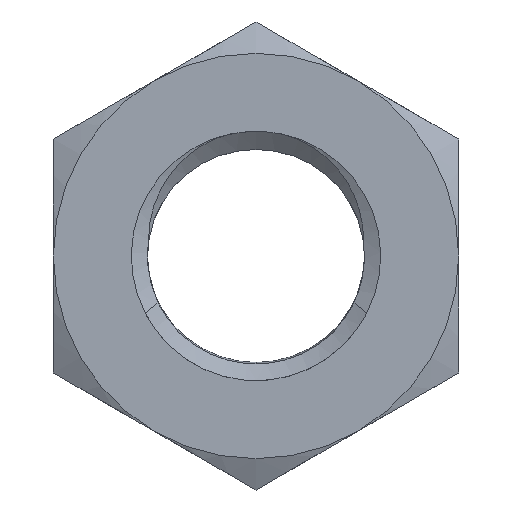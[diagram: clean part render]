
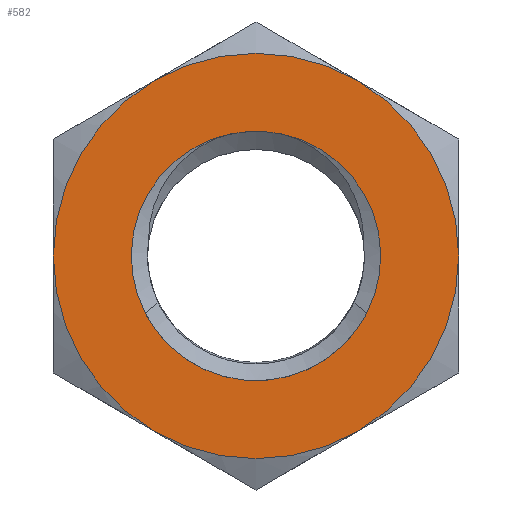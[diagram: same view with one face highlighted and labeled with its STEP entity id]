
A CAD part, front view. The second image highlights one B-rep face of the part: STEP entity #582.
In plain terms, the highlighted planar face has unit normal (0, -1, 0).
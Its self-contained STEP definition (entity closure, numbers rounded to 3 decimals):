
#26=PLANE($,#648);
#71=FACE_BOUND($,#151,.T.);
#99=FACE_OUTER_BOUND($,#150,.T.);
#150=EDGE_LOOP($,(#439,#440,#441,#442,#443,#444));
#151=EDGE_LOOP($,(#445,#446,#447,#448));
#199=CIRCLE($,#611,6.5);
#205=CIRCLE($,#626,4.);
#206=CIRCLE($,#628,4.);
#211=CIRCLE($,#639,4.);
#219=CIRCLE($,#649,6.5);
#220=CIRCLE($,#650,6.5);
#221=CIRCLE($,#651,6.5);
#222=CIRCLE($,#652,6.5);
#223=CIRCLE($,#653,6.5);
#224=CIRCLE($,#654,4.);
#229=VERTEX_POINT($,#839);
#230=VERTEX_POINT($,#840);
#248=VERTEX_POINT($,#1055);
#249=VERTEX_POINT($,#1064);
#250=VERTEX_POINT($,#1075);
#252=VERTEX_POINT($,#1095);
#267=VERTEX_POINT($,#1246);
#268=VERTEX_POINT($,#1248);
#269=VERTEX_POINT($,#1250);
#270=VERTEX_POINT($,#1252);
#285=EDGE_CURVE($,#229,#230,#199,.T.);
#305=EDGE_CURVE($,#249,#248,#205,.T.);
#307=EDGE_CURVE($,#250,#252,#206,.T.);
#322=EDGE_CURVE($,#248,#250,#211,.T.);
#332=EDGE_CURVE($,#230,#267,#219,.T.);
#333=EDGE_CURVE($,#267,#268,#220,.T.);
#334=EDGE_CURVE($,#268,#269,#221,.T.);
#335=EDGE_CURVE($,#269,#270,#222,.T.);
#336=EDGE_CURVE($,#270,#229,#223,.T.);
#337=EDGE_CURVE($,#252,#249,#224,.T.);
#439=ORIENTED_EDGE($,*,*,#285,.T.);
#440=ORIENTED_EDGE($,*,*,#332,.T.);
#441=ORIENTED_EDGE($,*,*,#333,.T.);
#442=ORIENTED_EDGE($,*,*,#334,.T.);
#443=ORIENTED_EDGE($,*,*,#335,.T.);
#444=ORIENTED_EDGE($,*,*,#336,.T.);
#445=ORIENTED_EDGE($,*,*,#322,.F.);
#446=ORIENTED_EDGE($,*,*,#305,.F.);
#447=ORIENTED_EDGE($,*,*,#337,.F.);
#448=ORIENTED_EDGE($,*,*,#307,.F.);
#582=ADVANCED_FACE($,(#99,#71),#26,.F.);
#611=AXIS2_PLACEMENT_3D($,#841,#686,#687);
#626=AXIS2_PLACEMENT_3D($,#1073,#716,#717);
#628=AXIS2_PLACEMENT_3D($,#1096,#720,#721);
#639=AXIS2_PLACEMENT_3D($,#1208,#742,#743);
#648=AXIS2_PLACEMENT_3D($,#1245,#760,#761);
#649=AXIS2_PLACEMENT_3D($,#1247,#762,#763);
#650=AXIS2_PLACEMENT_3D($,#1249,#764,#765);
#651=AXIS2_PLACEMENT_3D($,#1251,#766,#767);
#652=AXIS2_PLACEMENT_3D($,#1253,#768,#769);
#653=AXIS2_PLACEMENT_3D($,#1254,#770,#771);
#654=AXIS2_PLACEMENT_3D($,#1255,#772,#773);
#686=DIRECTION('center_axis',(0.,-1.,0.));
#687=DIRECTION('ref_axis',(0.,0.,-1.));
#716=DIRECTION('center_axis',(0.,-1.,0.));
#717=DIRECTION('ref_axis',(0.,0.,-1.));
#720=DIRECTION('center_axis',(0.,-1.,0.));
#721=DIRECTION('ref_axis',(0.,0.,-1.));
#742=DIRECTION('center_axis',(0.,-1.,0.));
#743=DIRECTION('ref_axis',(0.,0.,-1.));
#760=DIRECTION('center_axis',(0.,1.,0.));
#761=DIRECTION('ref_axis',(0.,0.,1.));
#762=DIRECTION('center_axis',(0.,-1.,0.));
#763=DIRECTION('ref_axis',(0.,0.,-1.));
#764=DIRECTION('center_axis',(0.,-1.,0.));
#765=DIRECTION('ref_axis',(0.,0.,-1.));
#766=DIRECTION('center_axis',(0.,-1.,0.));
#767=DIRECTION('ref_axis',(0.,0.,-1.));
#768=DIRECTION('center_axis',(0.,-1.,0.));
#769=DIRECTION('ref_axis',(0.,0.,-1.));
#770=DIRECTION('center_axis',(0.,-1.,0.));
#771=DIRECTION('ref_axis',(0.,0.,-1.));
#772=DIRECTION('center_axis',(0.,-1.,0.));
#773=DIRECTION('ref_axis',(0.,0.,-1.));
#839=CARTESIAN_POINT('',(3.25,-2.,5.629));
#840=CARTESIAN_POINT('',(-3.25,-2.,5.629));
#841=CARTESIAN_POINT('Origin',(0.,-2.,0.));
#1055=CARTESIAN_POINT('',(3.559,-2.,-1.825));
#1064=CARTESIAN_POINT('',(-3.559,-2.,-1.825));
#1073=CARTESIAN_POINT('Origin',(0.,-2.,0.));
#1075=CARTESIAN_POINT('',(0.816,-2.,3.916));
#1095=CARTESIAN_POINT('',(-0.816,-2.,3.916));
#1096=CARTESIAN_POINT('Origin',(0.,-2.,0.));
#1208=CARTESIAN_POINT('Origin',(0.,-2.,0.));
#1245=CARTESIAN_POINT('Origin',(0.,-2.,-7.506));
#1246=CARTESIAN_POINT('',(-6.5,-2.,0.));
#1247=CARTESIAN_POINT('Origin',(0.,-2.,0.));
#1248=CARTESIAN_POINT('',(-3.25,-2.,-5.629));
#1249=CARTESIAN_POINT('Origin',(0.,-2.,0.));
#1250=CARTESIAN_POINT('',(3.25,-2.,-5.629));
#1251=CARTESIAN_POINT('Origin',(0.,-2.,0.));
#1252=CARTESIAN_POINT('',(6.5,-2.,0.));
#1253=CARTESIAN_POINT('Origin',(0.,-2.,0.));
#1254=CARTESIAN_POINT('Origin',(0.,-2.,0.));
#1255=CARTESIAN_POINT('Origin',(0.,-2.,0.));
